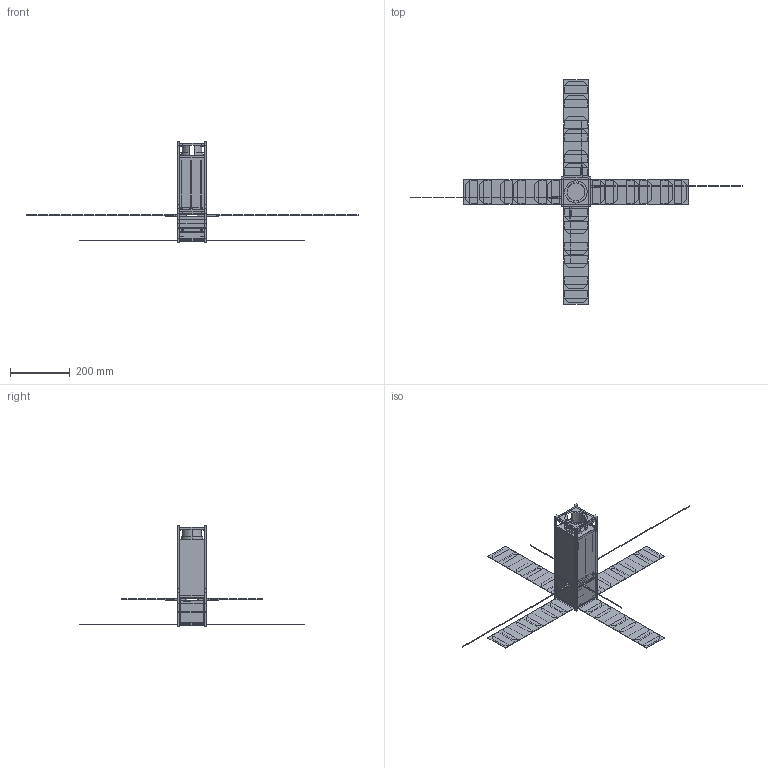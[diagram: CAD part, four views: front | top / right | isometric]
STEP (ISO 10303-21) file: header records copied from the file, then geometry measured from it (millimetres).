
FILE_DESCRIPTION(('CIC Model'),'2;1');
FILE_NAME('CIC-STEP','2017-11-06T17:24:44',('CIC'),('CIC'), 'Open CASCADE STEP processor 7.1','CIC','Unknown');
FILE_SCHEMA(('AUTOMOTIVE_DESIGN { 1 0 10303 214 1 1 1 1 }'));
Length unit declared in the file: millimetre
Products named in the file (342): Root; NIMPH; ISIS_3U_(1); ISIS_3U; Sideframe_-X; ISIS_3U_Sideframe_(1); Shapes_of_ISIS_3U_Sideframe; Cube_1; Cube_2; Sideframe_+X; ISIS_3U_Sideframe_(2); SSP_+X; Interface_GS_+X; Interface_GS_+X_articulation; 3U_Generic_Solar_Panel_(1); Shapes_of_3U_Generic_Solar_Panel; Parallelepiped_1; Topology_4; ISIS_3U_SSP_(1); Shapes_of_ISIS_3U_SSP; SSP_-X; Interface_GS_-X; Interface_GS_-X_articulation; 3U_Generic_Solar_Panel_(3); ISIS_3U_SSP_(2); SSP_+Y; Interface_GS_+Y; Interface_GS_+Y_articulation; 3U_Generic_Solar_Panel_(2); ISIS_3U_SSP_(3); SSP_-Y; Interface_GS_-Y; Interface_GS_-Y_articulation; 3U_Generic_Solar_Panel_(4); ISIS_3U_SSP_(4); TSP_-Z; TSP_-Z_ext; ISIS_TSP_-Z_(1); Shapes_of_ISIS_TSP_-Z; Topology_3 ...
Assembly tree (402 placements, depth 66):
  Root
    NIMPH
      ISIS_3U_(1)
        ISIS_3U
          Sideframe_-X
            ISIS_3U_Sideframe_(1)
              Shapes_of_ISIS_3U_Sideframe
                Cube_1
                Cube_2
          Sideframe_+X
            ISIS_3U_Sideframe_(2)
              Shapes_of_ISIS_3U_Sideframe
                Cube_1
                Cube_2
          SSP_+X
            Interface_GS_+X
              Interface_GS_+X_articulation
                3U_Generic_Solar_Panel_(1)
                  Shapes_of_3U_Generic_Solar_Panel
            ISIS_3U_SSP_(1)
              Shapes_of_ISIS_3U_SSP
                Topology_4
          SSP_-X
            Interface_GS_-X
              Interface_GS_-X_articulation
                3U_Generic_Solar_Panel_(3)
                  Shapes_of_3U_Generic_Solar_Panel
            ISIS_3U_SSP_(2)
              Shapes_of_ISIS_3U_SSP
                Topology_4
          SSP_+Y
            Interface_GS_+Y
              Interface_GS_+Y_articulation
                3U_Generic_Solar_Panel_(2)
                  Shapes_of_3U_Generic_Solar_Panel
            ISIS_3U_SSP_(3)
              Shapes_of_ISIS_3U_SSP
                Topology_4
          SSP_-Y
            Interface_GS_-Y
              Interface_GS_-Y_articulation
                3U_Generic_Solar_Panel_(4)
                  Shapes_of_3U_Generic_Solar_Panel
            ISIS_3U_SSP_(4)
              Shapes_of_ISIS_3U_SSP
                Topology_4
          TSP_-Z
            TSP_-Z_ext
            ISIS_TSP_-Z_(1)
              Shapes_of_ISIS_TSP_-Z
                Topology_3
          TSP_+Z
            TSP_+Z_ext
            ISIS_TSP_+Z_(1)
              Shapes_of_ISIS_TSP_+Z
                Topology_3
          Cube_1_PCB_Stack_POS
            Gomspace_-_NanoPower_BP4_F_Option_(1)
              Shapes_of_Gomspace_-_NanoPower_BP4_F_Option
                pcb
Bounding box: 1113.94 x 753.4 x 340.5 mm (x, y, z)
Volume: 1519019.4 mm3; surface area: 1155473 mm2
Topology: 260 solids, 260 shells, 3187 faces, 7221 edges, 4579 vertices
Faces by surface type: plane 2554, extrusion 534, cylinder 81, cone 18
Full cylindrical faces by diameter (mm): 3 x4, 3.26 x2, 4.3 x2, 10 x2, 11 x18, 14 x18, 18.5 x4, 36 x1, 60 x1, 75 x1
Entity records: 67712 total; most frequent: CARTESIAN_POINT 13957, ORIENTED_EDGE 10068, DIRECTION 8477, EDGE_CURVE 5033, VECTOR 4379, LINE 3845, VERTEX_POINT 3257, FACE_BOUND 2126
